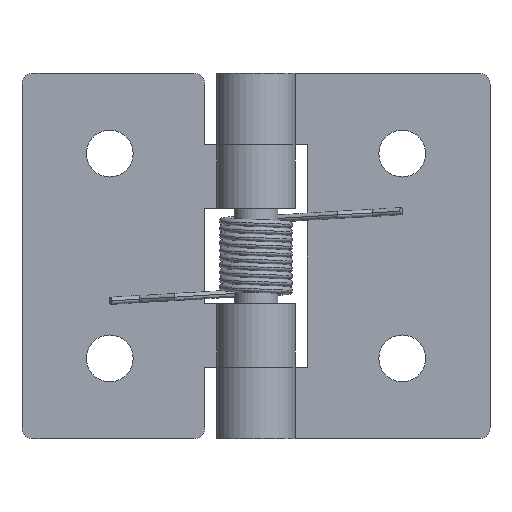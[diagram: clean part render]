
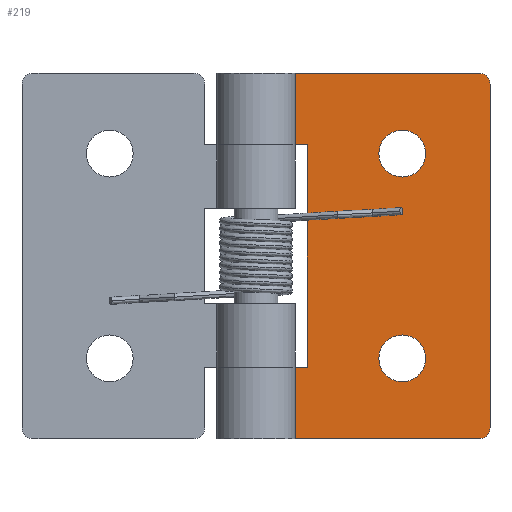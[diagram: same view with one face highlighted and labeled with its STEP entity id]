
A CAD part, front view. The second image highlights one B-rep face of the part: STEP entity #219.
In plain terms, the highlighted planar face has unit normal (0, -1, 0).
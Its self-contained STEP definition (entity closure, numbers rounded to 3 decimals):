
#219=ADVANCED_FACE('',(#591,#592,#593),#590,.T.);
#590=PLANE('',#1136);
#591=FACE_OUTER_BOUND('',#1137,.T.);
#592=FACE_BOUND('',#1138,.T.);
#593=FACE_BOUND('',#1139,.T.);
#1133=CARTESIAN_POINT('',(-1.6,1.5,27.5));
#1134=DIRECTION('',(0.,-1.,0.));
#1135=DIRECTION('',(0.,0.,-1.));
#1136=AXIS2_PLACEMENT_3D('',#1133,#1134,#1135);
#1137=EDGE_LOOP('',(#3122,#3123,#3124,#3125,#3126,#3127,#3128,#3129,#3130,#3131));
#1138=EDGE_LOOP('',(#3132,#3133));
#1139=EDGE_LOOP('',(#3134,#3135));
#3122=ORIENTED_EDGE('',*,*,#3388,.T.);
#3123=ORIENTED_EDGE('',*,*,#3380,.T.);
#3124=ORIENTED_EDGE('',*,*,#3389,.F.);
#3125=ORIENTED_EDGE('',*,*,#3390,.F.);
#3126=ORIENTED_EDGE('',*,*,#3391,.T.);
#3127=ORIENTED_EDGE('',*,*,#3387,.T.);
#3128=ORIENTED_EDGE('',*,*,#3392,.T.);
#3129=ORIENTED_EDGE('',*,*,#3393,.F.);
#3130=ORIENTED_EDGE('',*,*,#3394,.T.);
#3131=ORIENTED_EDGE('',*,*,#3376,.T.);
#3132=ORIENTED_EDGE('',*,*,#3395,.T.);
#3133=ORIENTED_EDGE('',*,*,#3396,.T.);
#3134=ORIENTED_EDGE('',*,*,#3397,.T.);
#3135=ORIENTED_EDGE('',*,*,#3398,.T.);
#3376=EDGE_CURVE('',#3990,#3991,#3992,.T.);
#3380=EDGE_CURVE('',#4018,#4019,#4020,.T.);
#3387=EDGE_CURVE('',#4047,#4061,#4068,.T.);
#3388=EDGE_CURVE('',#3991,#4018,#4074,.T.);
#3389=EDGE_CURVE('',#4080,#4019,#4081,.T.);
#3390=EDGE_CURVE('',#4087,#4080,#4088,.T.);
#3391=EDGE_CURVE('',#4087,#4047,#4094,.T.);
#3392=EDGE_CURVE('',#4061,#4100,#4101,.T.);
#3393=EDGE_CURVE('',#4107,#4100,#4108,.T.);
#3394=EDGE_CURVE('',#4107,#3990,#4114,.T.);
#3395=EDGE_CURVE('',#4120,#4121,#4122,.T.);
#3396=EDGE_CURVE('',#4121,#4120,#4128,.T.);
#3397=EDGE_CURVE('',#4134,#4135,#4136,.T.);
#3398=EDGE_CURVE('',#4135,#4134,#4142,.T.);
#3990=VERTEX_POINT('',#4920);
#3991=VERTEX_POINT('',#4921);
#3992=CIRCLE('',#4925,0.75);
#4018=VERTEX_POINT('',#4938);
#4019=VERTEX_POINT('',#4939);
#4020=CIRCLE('',#4943,0.75);
#4047=VERTEX_POINT('',#4957);
#4061=VERTEX_POINT('',#4965);
#4068=LINE('',#4969,#4970);
#4074=LINE('',#4972,#4973);
#4080=VERTEX_POINT('',#4975);
#4081=LINE('',#4976,#4977);
#4087=VERTEX_POINT('',#4979);
#4088=LINE('',#4980,#4981);
#4094=LINE('',#4983,#4984);
#4100=VERTEX_POINT('',#4986);
#4101=LINE('',#4987,#4988);
#4107=VERTEX_POINT('',#4990);
#4108=LINE('',#4991,#4992);
#4114=LINE('',#4994,#4995);
#4120=VERTEX_POINT('',#4997);
#4121=VERTEX_POINT('',#4998);
#4122=CIRCLE('',#5002,1.6);
#4128=CIRCLE('',#5006,1.6);
#4134=VERTEX_POINT('',#5007);
#4135=VERTEX_POINT('',#5008);
#4136=CIRCLE('',#5012,1.6);
#4142=CIRCLE('',#5016,1.6);
#4920=CARTESIAN_POINT('',(15.25,1.5,0.));
#4921=CARTESIAN_POINT('',(16.,1.5,0.75));
#4922=CARTESIAN_POINT('',(15.25,1.5,0.75));
#4923=DIRECTION('',(0.,-1.,0.));
#4924=DIRECTION('',(0.,0.,-1.));
#4925=AXIS2_PLACEMENT_3D('',#4922,#4923,#4924);
#4938=CARTESIAN_POINT('',(16.,1.5,24.25));
#4939=CARTESIAN_POINT('',(15.25,1.5,25.));
#4940=CARTESIAN_POINT('',(15.25,1.5,24.25));
#4941=DIRECTION('',(0.,-1.,0.));
#4942=DIRECTION('',(0.,0.,-1.));
#4943=AXIS2_PLACEMENT_3D('',#4940,#4941,#4942);
#4957=CARTESIAN_POINT('',(3.5,1.5,20.1));
#4965=CARTESIAN_POINT('',(3.5,1.5,4.9));
#4969=CARTESIAN_POINT('',(3.5,1.5,20.1));
#4970=VECTOR('',#4971,15.2);
#4971=DIRECTION('',(0.,0.,-1.));
#4972=CARTESIAN_POINT('',(16.,1.5,0.75));
#4973=VECTOR('',#4974,23.5);
#4974=DIRECTION('',(0.,0.,1.));
#4975=CARTESIAN_POINT('',(0.,1.5,25.));
#4976=CARTESIAN_POINT('',(0.,1.5,25.));
#4977=VECTOR('',#4978,15.25);
#4978=DIRECTION('',(1.,0.,0.));
#4979=CARTESIAN_POINT('',(0.,1.5,20.1));
#4980=CARTESIAN_POINT('',(0.,1.5,20.1));
#4981=VECTOR('',#4982,4.9);
#4982=DIRECTION('',(0.,0.,1.));
#4983=CARTESIAN_POINT('',(0.,1.5,20.1));
#4984=VECTOR('',#4985,3.5);
#4985=DIRECTION('',(1.,0.,0.));
#4986=CARTESIAN_POINT('',(0.,1.5,4.9));
#4987=CARTESIAN_POINT('',(3.5,1.5,4.9));
#4988=VECTOR('',#4989,3.5);
#4989=DIRECTION('',(-1.,0.,0.));
#4990=CARTESIAN_POINT('',(0.,1.5,0.));
#4991=CARTESIAN_POINT('',(0.,1.5,0.));
#4992=VECTOR('',#4993,4.9);
#4993=DIRECTION('',(0.,0.,1.));
#4994=CARTESIAN_POINT('',(0.,1.5,0.));
#4995=VECTOR('',#4996,15.25);
#4996=DIRECTION('',(1.,0.,0.));
#4997=CARTESIAN_POINT('',(10.,1.5,21.1));
#4998=CARTESIAN_POINT('',(10.,1.5,17.9));
#4999=CARTESIAN_POINT('',(10.,1.5,19.5));
#5000=DIRECTION('',(0.,1.,0.));
#5001=DIRECTION('',(0.,0.,1.));
#5002=AXIS2_PLACEMENT_3D('',#4999,#5000,#5001);
#5003=CARTESIAN_POINT('',(10.,1.5,19.5));
#5004=DIRECTION('',(0.,1.,0.));
#5005=DIRECTION('',(0.,0.,1.));
#5006=AXIS2_PLACEMENT_3D('',#5003,#5004,#5005);
#5007=CARTESIAN_POINT('',(10.,1.5,7.1));
#5008=CARTESIAN_POINT('',(10.,1.5,3.9));
#5009=CARTESIAN_POINT('',(10.,1.5,5.5));
#5010=DIRECTION('',(0.,1.,0.));
#5011=DIRECTION('',(0.,0.,1.));
#5012=AXIS2_PLACEMENT_3D('',#5009,#5010,#5011);
#5013=CARTESIAN_POINT('',(10.,1.5,5.5));
#5014=DIRECTION('',(0.,1.,0.));
#5015=DIRECTION('',(0.,0.,1.));
#5016=AXIS2_PLACEMENT_3D('',#5013,#5014,#5015);
